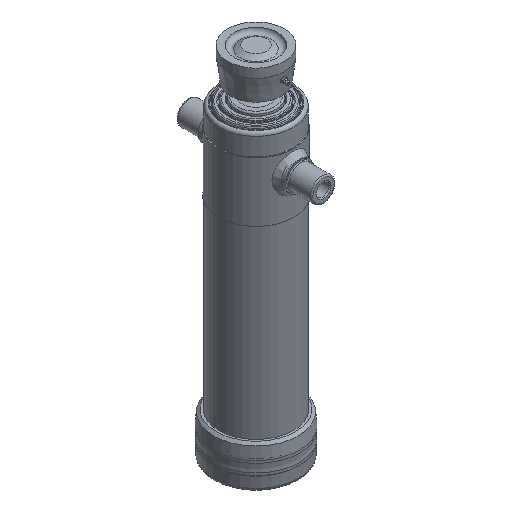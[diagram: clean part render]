
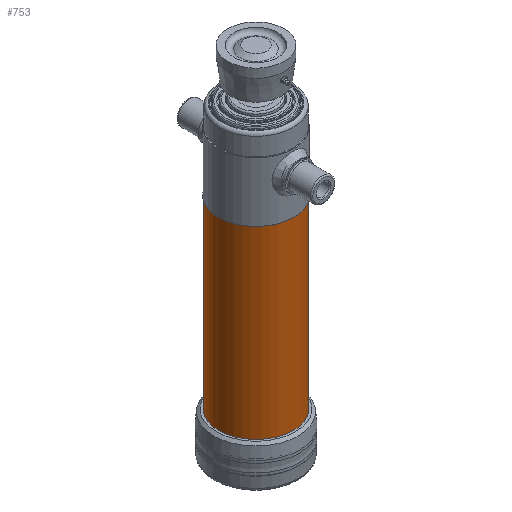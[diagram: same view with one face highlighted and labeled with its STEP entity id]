
A CAD part, isometric view. The second image highlights one B-rep face of the part: STEP entity #753.
In plain terms, the highlighted cylindrical face has radius 62 mm (diameter 124 mm), a full revolution.
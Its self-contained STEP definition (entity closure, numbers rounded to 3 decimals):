
#753 = ADVANCED_FACE( '', ( #1669, #1670 ), #1671, .T. );
#1669 = FACE_OUTER_BOUND( '', #3682, .T. );
#1670 = FACE_OUTER_BOUND( '', #3683, .T. );
#1671 = CYLINDRICAL_SURFACE( '', #3684, 62. );
#3682 = EDGE_LOOP( '', ( #5767 ) );
#3683 = EDGE_LOOP( '', ( #5768 ) );
#3684 = AXIS2_PLACEMENT_3D( '', #5769, #5770, #5771 );
#5767 = ORIENTED_EDGE( '', *, *, #6459, .F. );
#5768 = ORIENTED_EDGE( '', *, *, #6272, .T. );
#5769 = CARTESIAN_POINT( '', ( 0., 0., 54. ) );
#5770 = DIRECTION( '', ( 0., 0., 1. ) );
#5771 = DIRECTION( '', ( -1., 0., 0. ) );
#6272 = EDGE_CURVE( '', #7089, #7089, #7090, .T. );
#6459 = EDGE_CURVE( '', #7347, #7347, #7348, .T. );
#7089 = VERTEX_POINT( '', #8762 );
#7090 = CIRCLE( '', #8763, 62. );
#7347 = VERTEX_POINT( '', #9366 );
#7348 = CIRCLE( '', #9367, 62. );
#8762 = CARTESIAN_POINT( '', ( -62., 0., 362. ) );
#8763 = AXIS2_PLACEMENT_3D( '', #10010, #10011, #10012 );
#9366 = CARTESIAN_POINT( '', ( -62., 0., 37. ) );
#9367 = AXIS2_PLACEMENT_3D( '', #10230, #10231, #10232 );
#10010 = CARTESIAN_POINT( '', ( 0., 0., 362. ) );
#10011 = DIRECTION( '', ( 0., 0., -1. ) );
#10012 = DIRECTION( '', ( -1., 0., 0. ) );
#10230 = CARTESIAN_POINT( '', ( 0., 0., 37. ) );
#10231 = DIRECTION( '', ( 0., 0., -1. ) );
#10232 = DIRECTION( '', ( -1., 0., 0. ) );
